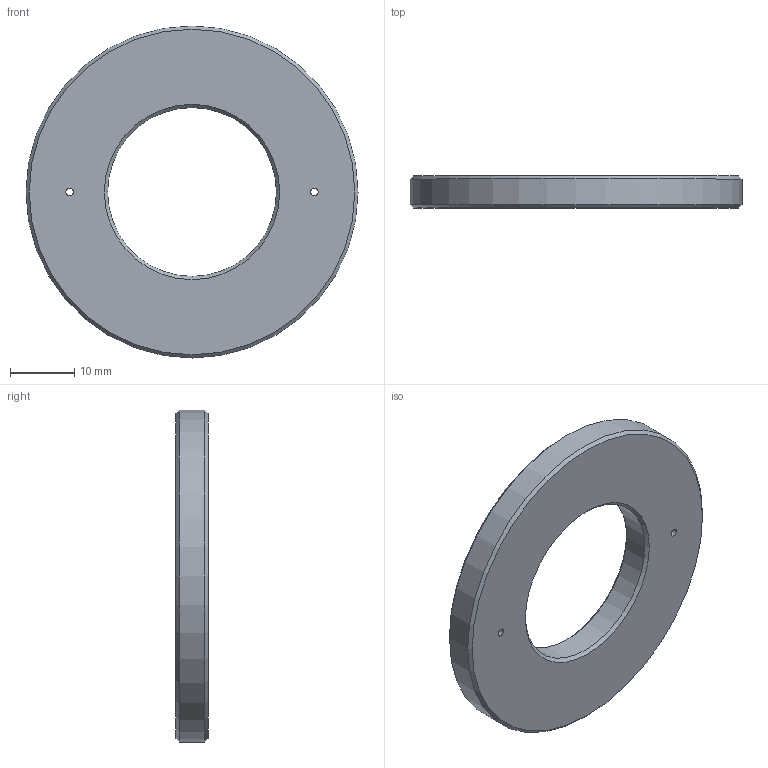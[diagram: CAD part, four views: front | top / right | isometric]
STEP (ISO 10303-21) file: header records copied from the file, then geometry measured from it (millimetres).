
FILE_DESCRIPTION (( 'STEP AP203' ), '1' );
FILE_NAME ('530221.step', '2025-08-20T01:34:47', ( 'Windows User' ), ( 'P R C' ), 'SwSTEP 2.0', 'SolidWorks 2020', '' );
FILE_SCHEMA (( 'CONFIG_CONTROL_DESIGN' ));
Length unit declared in the file: millimetre
Products named in the file (1): 530221
Bounding box: 51.69 x 5 x 51.69 mm (x, y, z)
Volume: 7705.6 mm3; surface area: 4225.8 mm2
Topology: 1 solids, 1 shells, 10 faces, 22 edges, 14 vertices
Faces by surface type: cone 4, cylinder 4, plane 2
Full cylindrical faces by diameter (mm): 1.2 x2, 26.29 x1, 51.69 x1
Entity records: 313 total; most frequent: DIRECTION 46, CARTESIAN_POINT 35, ORIENTED_EDGE 24, EDGE_LOOP 24, AXIS2_PLACEMENT_3D 23, FACE_OUTER_BOUND 14, EDGE_CURVE 12, CIRCLE 12
